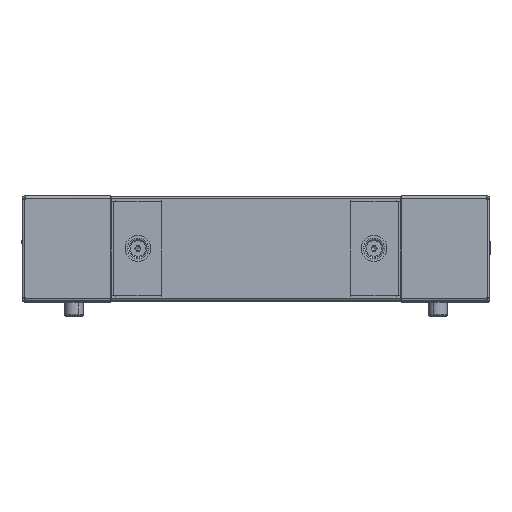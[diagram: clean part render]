
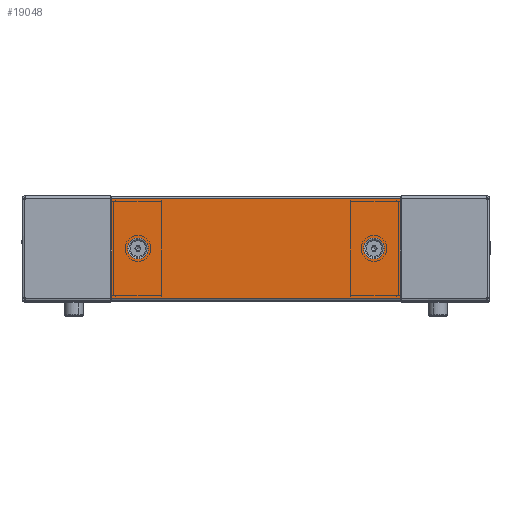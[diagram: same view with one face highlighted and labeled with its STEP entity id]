
A CAD part, top view. The second image highlights one B-rep face of the part: STEP entity #19048.
In plain terms, the highlighted face is planar.
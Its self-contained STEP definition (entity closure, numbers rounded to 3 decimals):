
#1149 = CARTESIAN_POINT ( 'NONE',  ( -103.5, 0., 0. ) ) ;
#1262 = AXIS2_PLACEMENT_3D ( 'NONE', #4050, #4044, #4041 ) ;
#1263 = AXIS2_PLACEMENT_3D ( 'NONE', #4010, #4007, #4004 ) ;
#1273 = AXIS2_PLACEMENT_3D ( 'NONE', #4257, #4248, #4245 ) ;
#1279 = AXIS2_PLACEMENT_3D ( 'NONE', #4406, #4401, #4397 ) ;
#2107 = CARTESIAN_POINT ( 'NONE',  ( -139., -47.9, 0. ) ) ;
#2186 = CARTESIAN_POINT ( 'NONE',  ( 123.5, 0., 0. ) ) ;
#2248 = CARTESIAN_POINT ( 'NONE',  ( -123.5, 0., 0. ) ) ;
#2285 = CARTESIAN_POINT ( 'NONE',  ( 139., 47.9, 0. ) ) ;
#2322 = CARTESIAN_POINT ( 'NONE',  ( -139., 47.9, 0. ) ) ;
#2335 = CARTESIAN_POINT ( 'NONE',  ( 139., -47.9, 0. ) ) ;
#2502 = CARTESIAN_POINT ( 'NONE',  ( 103.5, 0., 0. ) ) ;
#3872 = FACE_OUTER_BOUND ( 'NONE', #15570, .T. ) ;
#3898 = FACE_BOUND ( 'NONE', #15604, .T. ) ;
#3900 = FACE_BOUND ( 'NONE', #15605, .T. ) ;
#4004 = DIRECTION ( 'NONE',  ( -1., 0., 0. ) ) ;
#4007 = DIRECTION ( 'NONE',  ( 0., 0., -1. ) ) ;
#4010 = CARTESIAN_POINT ( 'NONE',  ( 113.5, 0., 0. ) ) ;
#4022 = DIRECTION ( 'NONE',  ( 1., 0., 0. ) ) ;
#4029 = DIRECTION ( 'NONE',  ( -1., 0., 0. ) ) ;
#4035 = CARTESIAN_POINT ( 'NONE',  ( -139., 47.9, 0. ) ) ;
#4036 = DIRECTION ( 'NONE',  ( 0., -1., 0. ) ) ;
#4037 = CARTESIAN_POINT ( 'NONE',  ( -139., 48., 0. ) ) ;
#4041 = DIRECTION ( 'NONE',  ( 1., 0., 0. ) ) ;
#4044 = DIRECTION ( 'NONE',  ( 0., 0., 1. ) ) ;
#4050 = CARTESIAN_POINT ( 'NONE',  ( -113.5, 0., 0. ) ) ;
#4055 = CARTESIAN_POINT ( 'NONE',  ( 139., -47.9, 0. ) ) ;
#4130 = DIRECTION ( 'NONE',  ( 0., 1., 0. ) ) ;
#4132 = CARTESIAN_POINT ( 'NONE',  ( 139., 48., 0. ) ) ;
#4245 = DIRECTION ( 'NONE',  ( 1., 0., 0. ) ) ;
#4248 = DIRECTION ( 'NONE',  ( 0., 0., 1. ) ) ;
#4257 = CARTESIAN_POINT ( 'NONE',  ( -113.5, 0., 0. ) ) ;
#4397 = DIRECTION ( 'NONE',  ( -1., 0., 0. ) ) ;
#4401 = DIRECTION ( 'NONE',  ( 0., 0., -1. ) ) ;
#4406 = CARTESIAN_POINT ( 'NONE',  ( 113.5, 0., 0. ) ) ;
#5868 = LINE ( 'NONE', #4055, #6117 ) ;
#6092 = CIRCLE ( 'NONE', #1263, 10. ) ;
#6117 = VECTOR ( 'NONE', #4029, 1000. ) ;
#6121 = VECTOR ( 'NONE', #4022, 1000. ) ;
#6123 = LINE ( 'NONE', #4035, #6121 ) ;
#6124 = CIRCLE ( 'NONE', #1262, 10. ) ;
#6128 = LINE ( 'NONE', #4037, #6139 ) ;
#6139 = VECTOR ( 'NONE', #4036, 1000. ) ;
#6180 = VECTOR ( 'NONE', #4130, 1000. ) ;
#9853 = ORIENTED_EDGE ( 'NONE', *, *, #16422, .T. ) ;
#9854 = ORIENTED_EDGE ( 'NONE', *, *, #16494, .T. ) ;
#9857 = ORIENTED_EDGE ( 'NONE', *, *, #16496, .T. ) ;
#9858 = ORIENTED_EDGE ( 'NONE', *, *, #16495, .F. ) ;
#9859 = ORIENTED_EDGE ( 'NONE', *, *, #16497, .T. ) ;
#9860 = ORIENTED_EDGE ( 'NONE', *, *, #16385, .F. ) ;
#9861 = ORIENTED_EDGE ( 'NONE', *, *, #16462, .F. ) ;
#9887 = ORIENTED_EDGE ( 'NONE', *, *, #16499, .F. ) ;
#11796 = AXIS2_PLACEMENT_3D ( 'NONE', #17831, #17828, #17827 ) ;
#15570 = EDGE_LOOP ( 'NONE', ( #9857, #9858, #9859, #9861 ) ) ;
#15604 = EDGE_LOOP ( 'NONE', ( #9853, #9854 ) ) ;
#15605 = EDGE_LOOP ( 'NONE', ( #9887, #9860 ) ) ;
#16385 = EDGE_CURVE ( 'NONE', #23802, #23558, #18004, .T. ) ;
#16422 = EDGE_CURVE ( 'NONE', #23915, #23755, #17971, .T. ) ;
#16462 = EDGE_CURVE ( 'NONE', #23688, #23727, #18361, .T. ) ;
#16494 = EDGE_CURVE ( 'NONE', #23755, #23915, #6124, .T. ) ;
#16495 = EDGE_CURVE ( 'NONE', #23700, #23863, #6128, .T. ) ;
#16496 = EDGE_CURVE ( 'NONE', #23688, #23863, #5868, .T. ) ;
#16497 = EDGE_CURVE ( 'NONE', #23700, #23727, #6123, .T. ) ;
#16499 = EDGE_CURVE ( 'NONE', #23558, #23802, #6092, .T. ) ;
#17827 = DIRECTION ( 'NONE',  ( 1., 0., 0. ) ) ;
#17828 = DIRECTION ( 'NONE',  ( 0., 0., 1. ) ) ;
#17830 = PLANE ( 'NONE',  #11796 ) ;
#17831 = CARTESIAN_POINT ( 'NONE',  ( -139., -48., 0. ) ) ;
#17971 = CIRCLE ( 'NONE', #1273, 10. ) ;
#18004 = CIRCLE ( 'NONE', #1279, 10. ) ;
#18361 = LINE ( 'NONE', #4132, #6180 ) ;
#19048 = ADVANCED_FACE ( 'NONE', ( #3898, #3872, #3900 ), #17830, .F. ) ;
#23558 = VERTEX_POINT ( 'NONE', #2502 ) ;
#23688 = VERTEX_POINT ( 'NONE', #2335 ) ;
#23700 = VERTEX_POINT ( 'NONE', #2322 ) ;
#23727 = VERTEX_POINT ( 'NONE', #2285 ) ;
#23755 = VERTEX_POINT ( 'NONE', #2248 ) ;
#23802 = VERTEX_POINT ( 'NONE', #2186 ) ;
#23863 = VERTEX_POINT ( 'NONE', #2107 ) ;
#23915 = VERTEX_POINT ( 'NONE', #1149 ) ;
